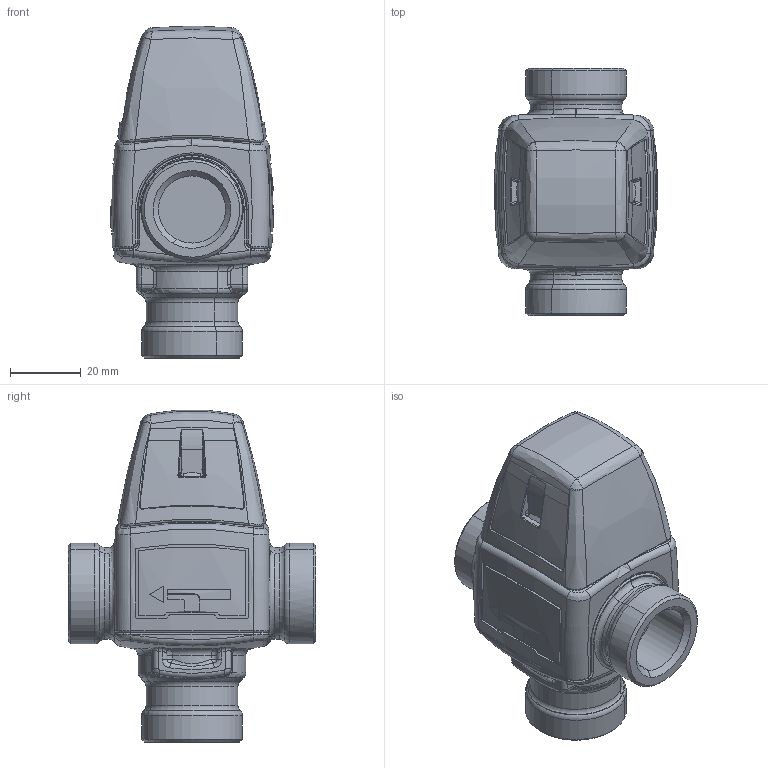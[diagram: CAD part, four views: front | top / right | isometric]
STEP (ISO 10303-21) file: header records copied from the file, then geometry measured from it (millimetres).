
FILE_DESCRIPTION(('CATIA V5 STEP','CAx-IF Rec.Pracs.--- Model Styling and Organization---1.2---2011-12-15'),'2;1');
FILE_NAME('2615s3 31100400.stp','2017-03-30T12:07:31+00:00',('none'),('none'),'CATIA Version 5-6 Release 2014 SP4 HF22','CATIA V5 STEP AP214','none');
FILE_SCHEMA(('AUTOMOTIVE_DESIGN { 1 0 10303 214 1 1 1 1 }'));
Length unit declared in the file: millimetre
Products named in the file (1): 2615s9_AllCATPart
Bounding box: 46.1 x 70 x 93.88 mm (x, y, z)
Volume: 126954.7 mm3; surface area: 20970.2 mm2
Topology: 1 solids, 1 shells, 689 faces, 1745 edges, 1066 vertices
Faces by surface type: bspline 188, plane 182, cylinder 152, torus 97, sphere 38, cone 26, extrusion 6
Entity records: 31650 total; most frequent: CARTESIAN_POINT 17771, ORIENTED_EDGE 3452, EDGE_CURVE 1726, DIRECTION 1415, VERTEX_POINT 1058, B_SPLINE_CURVE_WITH_KNOTS 1052, EDGE_LOOP 716, ADVANCED_FACE 689
